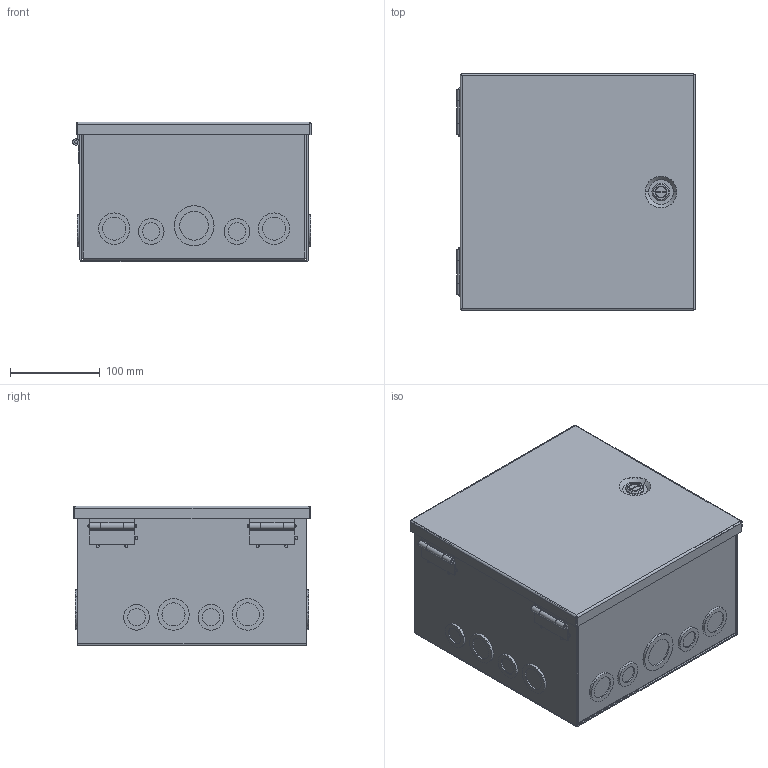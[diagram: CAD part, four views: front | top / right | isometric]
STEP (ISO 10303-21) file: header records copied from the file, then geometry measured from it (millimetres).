
FILE_DESCRIPTION (( 'STEP AP203' ), '1' );
FILE_NAME ('CHKO10106_Default.step', '2019-11-13T14:30:43', ( '' ), ( '' ), 'SwSTEP 2.0', 'SolidWorks 2019', '' );
FILE_SCHEMA (( 'CONFIG_CONTROL_DESIGN' ));
Length unit declared in the file: inch
Products named in the file (1): CHKO10106_Default
Bounding box: 265.25 x 263.65 x 155.4 mm (x, y, z)
Volume: 494132.5 mm3; surface area: 685551.4 mm2
Topology: 12 solids, 12 shells, 703 faces, 1677 edges, 1086 vertices
Faces by surface type: plane 344, cylinder 316, bspline 24, cone 15, torus 4
Entity records: 21865 total; most frequent: CARTESIAN_POINT 5093, DIRECTION 3628, ORIENTED_EDGE 3338, EDGE_CURVE 1669, AXIS2_PLACEMENT_3D 1363, VERTEX_POINT 1086, VECTOR 902, LINE 902
